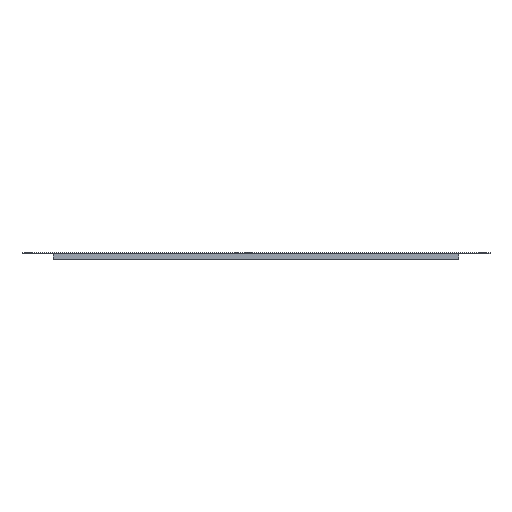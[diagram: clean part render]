
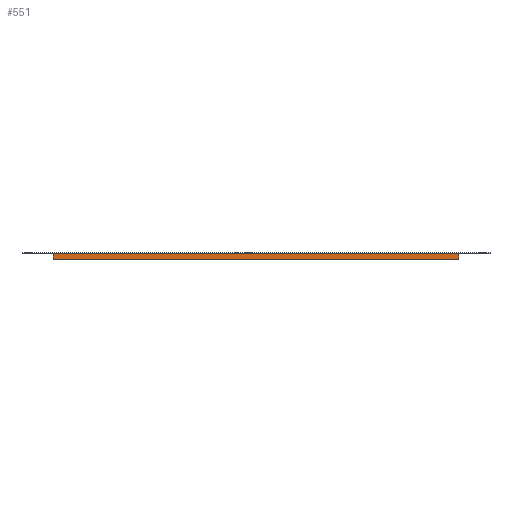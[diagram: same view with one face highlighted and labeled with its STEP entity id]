
A CAD part, front view. The second image highlights one B-rep face of the part: STEP entity #551.
In plain terms, the highlighted planar face has unit normal (0, -1, 0).
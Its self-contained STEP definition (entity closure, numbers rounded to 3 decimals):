
#3 = AXIS2_PLACEMENT_3D ( 'NONE', #772, #760, #758 ) ;
#30 = ORIENTED_EDGE ( 'NONE', *, *, #705, .F. ) ;
#35 = ORIENTED_EDGE ( 'NONE', *, *, #653, .T. ) ;
#43 = ORIENTED_EDGE ( 'NONE', *, *, #801, .F. ) ;
#64 = ORIENTED_EDGE ( 'NONE', *, *, #717, .F. ) ;
#98 = VECTOR ( 'NONE', #852, 1000. ) ;
#118 = LINE ( 'NONE', #857, #98 ) ;
#128 = VERTEX_POINT ( 'NONE', #664 ) ;
#165 = VERTEX_POINT ( 'NONE', #657 ) ;
#171 = LINE ( 'NONE', #258, #193 ) ;
#193 = VECTOR ( 'NONE', #553, 1000. ) ;
#244 = VECTOR ( 'NONE', #558, 1000. ) ;
#258 = CARTESIAN_POINT ( 'NONE',  ( -195., -224.5, -5.5 ) ) ;
#283 = VERTEX_POINT ( 'NONE', #861 ) ;
#299 = EDGE_CURVE ( 'NONE', #283, #497, #118, .T. ) ;
#304 = LINE ( 'NONE', #568, #244 ) ;
#318 = VERTEX_POINT ( 'NONE', #804 ) ;
#330 = EDGE_CURVE ( 'NONE', #165, #501, #1013, .T. ) ;
#360 = ORIENTED_EDGE ( 'NONE', *, *, #330, .T. ) ;
#373 = VECTOR ( 'NONE', #575, 1000. ) ;
#390 = LINE ( 'NONE', #580, #373 ) ;
#402 = VECTOR ( 'NONE', #607, 1000. ) ;
#421 = VECTOR ( 'NONE', #627, 1000. ) ;
#422 = LINE ( 'NONE', #608, #402 ) ;
#438 = LINE ( 'NONE', #611, #421 ) ;
#484 = ORIENTED_EDGE ( 'NONE', *, *, #745, .T. ) ;
#497 = VERTEX_POINT ( 'NONE', #796 ) ;
#501 = VERTEX_POINT ( 'NONE', #806 ) ;
#538 = VERTEX_POINT ( 'NONE', #802 ) ;
#551 = ADVANCED_FACE ( 'NONE', ( #886 ), #768, .F. ) ;
#552 = ORIENTED_EDGE ( 'NONE', *, *, #863, .F. ) ;
#553 = DIRECTION ( 'NONE',  ( 0., 0., 1. ) ) ;
#558 = DIRECTION ( 'NONE',  ( 0., 0., -1. ) ) ;
#568 = CARTESIAN_POINT ( 'NONE',  ( 225., -224.5, 1. ) ) ;
#575 = DIRECTION ( 'NONE',  ( 0., 0., -1. ) ) ;
#580 = CARTESIAN_POINT ( 'NONE',  ( -225., -224.5, 1. ) ) ;
#590 = VECTOR ( 'NONE', #672, 1000. ) ;
#591 = CARTESIAN_POINT ( 'NONE',  ( -195., -224.5, -5.5 ) ) ;
#596 = ORIENTED_EDGE ( 'NONE', *, *, #299, .T. ) ;
#597 = EDGE_LOOP ( 'NONE', ( #360, #552, #30, #35, #596, #43, #64, #484 ) ) ;
#607 = DIRECTION ( 'NONE',  ( 1., 0., 0. ) ) ;
#608 = CARTESIAN_POINT ( 'NONE',  ( -225., -224.5, 1. ) ) ;
#611 = CARTESIAN_POINT ( 'NONE',  ( 195., -224.5, -5.5 ) ) ;
#627 = DIRECTION ( 'NONE',  ( -1., 0., 0. ) ) ;
#653 = EDGE_CURVE ( 'NONE', #128, #283, #669, .T. ) ;
#657 = CARTESIAN_POINT ( 'NONE',  ( -225., -224.5, 0. ) ) ;
#664 = CARTESIAN_POINT ( 'NONE',  ( 195., -224.5, -5.5 ) ) ;
#669 = LINE ( 'NONE', #680, #590 ) ;
#672 = DIRECTION ( 'NONE',  ( 0., 0., 1. ) ) ;
#674 = DIRECTION ( 'NONE',  ( 1., 0., 0. ) ) ;
#680 = CARTESIAN_POINT ( 'NONE',  ( 195., -224.5, -5.5 ) ) ;
#694 = CARTESIAN_POINT ( 'NONE',  ( -225., -224.5, 0. ) ) ;
#705 = EDGE_CURVE ( 'NONE', #128, #779, #438, .T. ) ;
#717 = EDGE_CURVE ( 'NONE', #318, #538, #422, .T. ) ;
#745 = EDGE_CURVE ( 'NONE', #318, #165, #390, .T. ) ;
#758 = DIRECTION ( 'NONE',  ( -1., 0., 0. ) ) ;
#760 = DIRECTION ( 'NONE',  ( 0., 1., 0. ) ) ;
#768 = PLANE ( 'NONE',  #3 ) ;
#772 = CARTESIAN_POINT ( 'NONE',  ( -225., -224.5, 1. ) ) ;
#779 = VERTEX_POINT ( 'NONE', #591 ) ;
#796 = CARTESIAN_POINT ( 'NONE',  ( 225., -224.5, 0. ) ) ;
#801 = EDGE_CURVE ( 'NONE', #538, #497, #304, .T. ) ;
#802 = CARTESIAN_POINT ( 'NONE',  ( 225., -224.5, 1. ) ) ;
#804 = CARTESIAN_POINT ( 'NONE',  ( -225., -224.5, 1. ) ) ;
#806 = CARTESIAN_POINT ( 'NONE',  ( -195., -224.5, 0. ) ) ;
#852 = DIRECTION ( 'NONE',  ( 1., 0., 0. ) ) ;
#857 = CARTESIAN_POINT ( 'NONE',  ( -225., -224.5, 0. ) ) ;
#861 = CARTESIAN_POINT ( 'NONE',  ( 195., -224.5, 0. ) ) ;
#863 = EDGE_CURVE ( 'NONE', #779, #501, #171, .T. ) ;
#886 = FACE_OUTER_BOUND ( 'NONE', #597, .T. ) ;
#1010 = VECTOR ( 'NONE', #674, 1000. ) ;
#1013 = LINE ( 'NONE', #694, #1010 ) ;
